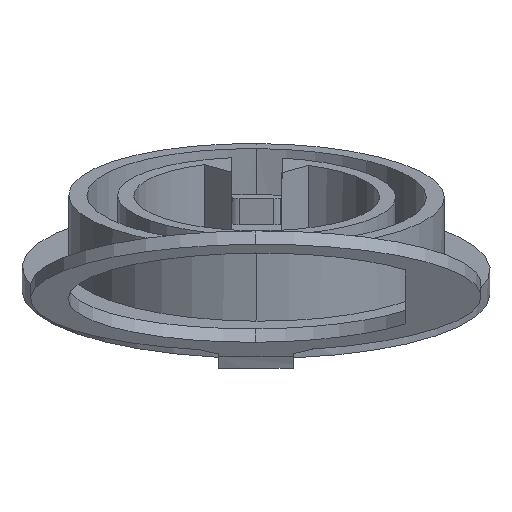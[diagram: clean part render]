
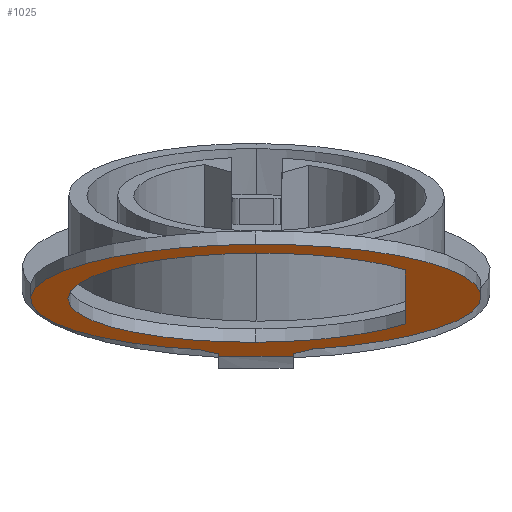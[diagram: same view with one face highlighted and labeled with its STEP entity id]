
A CAD part, front view. The second image highlights one B-rep face of the part: STEP entity #1025.
In plain terms, the highlighted planar face has unit normal (0.005, -0.237, -0.972).
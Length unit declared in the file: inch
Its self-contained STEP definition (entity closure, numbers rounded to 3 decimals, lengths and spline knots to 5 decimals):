
#8 = EDGE_CURVE ( 'NONE', #1187, #1732, #143, .T. ) ;
#10 = EDGE_CURVE ( 'NONE', #1750, #1183, #144, .T. ) ;
#72 = EDGE_CURVE ( 'NONE', #1155, #1172, #3411, .T. ) ;
#91 = EDGE_CURVE ( 'NONE', #1183, #1697, #175, .T. ) ;
#95 = EDGE_CURVE ( 'NONE', #1697, #1243, #177, .T. ) ;
#99 = EDGE_CURVE ( 'NONE', #1252, #1187, #179, .T. ) ;
#143 = CIRCLE ( 'NONE', #2796, 0.5875 ) ;
#144 = CIRCLE ( 'NONE', #2641, 0.49 ) ;
#175 = CIRCLE ( 'NONE', #2569, 0.49 ) ;
#177 = CIRCLE ( 'NONE', #2559, 0.49 ) ;
#179 = CIRCLE ( 'NONE', #2565, 0.5875 ) ;
#370 = DIRECTION ( 'NONE',  ( 0.006, -0.237, -0.972 ) ) ;
#381 = CARTESIAN_POINT ( 'NONE',  ( -0.09741, 0.61447, 0.03994 ) ) ;
#424 = LINE ( 'NONE', #381, #2734 ) ;
#425 = DIRECTION ( 'NONE',  ( 0.707, -0.687, 0.171 ) ) ;
#473 = DIRECTION ( 'NONE',  ( 0.708, 0.687, -0.164 ) ) ;
#675 = DIRECTION ( 'NONE',  ( -0.001, -0.972, 0.237 ) ) ;
#677 = LINE ( 'NONE', #805, #2741 ) ;
#697 = DIRECTION ( 'NONE',  ( -0.001, -0.972, 0.237 ) ) ;
#727 = CARTESIAN_POINT ( 'NONE',  ( 0.00098, 1.85938, -0.26305 ) ) ;
#805 = CARTESIAN_POINT ( 'NONE',  ( 0.09759, 0.61459, 0.04102 ) ) ;
#867 = CARTESIAN_POINT ( 'NONE',  ( 0.38986, 0.30191, 0.11891 ) ) ;
#886 = PLANE ( 'NONE',  #2638 ) ;
#926 = LINE ( 'NONE', #867, #2567 ) ;
#1025 = ADVANCED_FACE ( 'NONE', ( #2664, #2635 ), #886, .T. ) ;
#1036 = EDGE_CURVE ( 'NONE', #1243, #1750, #926, .T. ) ;
#1067 = EDGE_CURVE ( 'NONE', #1732, #1264, #424, .T. ) ;
#1130 = EDGE_CURVE ( 'NONE', #1257, #1252, #677, .T. ) ;
#1139 = EDGE_CURVE ( 'NONE', #1155, #1257, #1387, .T. ) ;
#1148 = EDGE_CURVE ( 'NONE', #1264, #1172, #1552, .T. ) ;
#1155 = VERTEX_POINT ( 'NONE', #1593 ) ;
#1172 = VERTEX_POINT ( 'NONE', #1630 ) ;
#1183 = VERTEX_POINT ( 'NONE', #1444 ) ;
#1187 = VERTEX_POINT ( 'NONE', #1450 ) ;
#1243 = VERTEX_POINT ( 'NONE', #1501 ) ;
#1252 = VERTEX_POINT ( 'NONE', #1564 ) ;
#1257 = VERTEX_POINT ( 'NONE', #1402 ) ;
#1264 = VERTEX_POINT ( 'NONE', #1348 ) ;
#1348 = CARTESIAN_POINT ( 'NONE',  ( -0.09741, 0.61447, 0.03994 ) ) ;
#1372 = CARTESIAN_POINT ( 'NONE',  ( -0.14744, 0.56586, 0.05151 ) ) ;
#1375 = CARTESIAN_POINT ( 'NONE',  ( 0.38945, -0.2745, 0.25946 ) ) ;
#1387 = LINE ( 'NONE', #1428, #2732 ) ;
#1395 = CARTESIAN_POINT ( 'NONE',  ( 0., 0.48951, 0.07096 ) ) ;
#1402 = CARTESIAN_POINT ( 'NONE',  ( 0.09759, 0.61459, 0.04102 ) ) ;
#1428 = CARTESIAN_POINT ( 'NONE',  ( 0.09803, 1.23581, -0.11046 ) ) ;
#1444 = CARTESIAN_POINT ( 'NONE',  ( -0.00068, -0.46259, 0.30311 ) ) ;
#1450 = CARTESIAN_POINT ( 'NONE',  ( -0.00074, -0.55732, 0.32621 ) ) ;
#1455 = DIRECTION ( 'NONE',  ( -0.001, -0.972, 0.237 ) ) ;
#1501 = CARTESIAN_POINT ( 'NONE',  ( 0.38986, 0.30191, 0.11891 ) ) ;
#1533 = CARTESIAN_POINT ( 'NONE',  ( -0.09696, 1.23569, -0.11153 ) ) ;
#1552 = LINE ( 'NONE', #1533, #2721 ) ;
#1564 = CARTESIAN_POINT ( 'NONE',  ( 0.14755, 0.56605, 0.05314 ) ) ;
#1593 = CARTESIAN_POINT ( 'NONE',  ( 0.09761, 0.64323, 0.03403 ) ) ;
#1630 = CARTESIAN_POINT ( 'NONE',  ( -0.09739, 0.6387, 0.03403 ) ) ;
#1642 = DIRECTION ( 'NONE',  ( 0.001, 0.972, -0.237 ) ) ;
#1676 = EDGE_LOOP ( 'NONE', ( #2217, #2216, #2261, #2218, #2214, #2211, #2209 ) ) ;
#1685 = EDGE_LOOP ( 'NONE', ( #2137, #2208, #1828, #2204 ) ) ;
#1697 = VERTEX_POINT ( 'NONE', #1395 ) ;
#1732 = VERTEX_POINT ( 'NONE', #1372 ) ;
#1750 = VERTEX_POINT ( 'NONE', #1375 ) ;
#1828 = ORIENTED_EDGE ( 'NONE', *, *, #95, .F. ) ;
#2137 = ORIENTED_EDGE ( 'NONE', *, *, #10, .F. ) ;
#2204 = ORIENTED_EDGE ( 'NONE', *, *, #91, .F. ) ;
#2208 = ORIENTED_EDGE ( 'NONE', *, *, #1036, .F. ) ;
#2209 = ORIENTED_EDGE ( 'NONE', *, *, #1148, .T. ) ;
#2211 = ORIENTED_EDGE ( 'NONE', *, *, #1067, .T. ) ;
#2214 = ORIENTED_EDGE ( 'NONE', *, *, #8, .T. ) ;
#2216 = ORIENTED_EDGE ( 'NONE', *, *, #1139, .T. ) ;
#2217 = ORIENTED_EDGE ( 'NONE', *, *, #72, .F. ) ;
#2218 = ORIENTED_EDGE ( 'NONE', *, *, #99, .T. ) ;
#2261 = ORIENTED_EDGE ( 'NONE', *, *, #1130, .T. ) ;
#2559 = AXIS2_PLACEMENT_3D ( 'NONE', #3328, #3324, #3320 ) ;
#2565 = AXIS2_PLACEMENT_3D ( 'NONE', #3314, #3303, #3301 ) ;
#2567 = VECTOR ( 'NONE', #697, 39.37008 ) ;
#2569 = AXIS2_PLACEMENT_3D ( 'NONE', #3344, #3340, #3338 ) ;
#2588 = VECTOR ( 'NONE', #3409, 39.37008 ) ;
#2635 = FACE_BOUND ( 'NONE', #1685, .T. ) ;
#2638 = AXIS2_PLACEMENT_3D ( 'NONE', #727, #370, #675 ) ;
#2641 = AXIS2_PLACEMENT_3D ( 'NONE', #3779, #3771, #3770 ) ;
#2664 = FACE_OUTER_BOUND ( 'NONE', #1676, .T. ) ;
#2721 = VECTOR ( 'NONE', #1642, 39.37008 ) ;
#2732 = VECTOR ( 'NONE', #1455, 39.37008 ) ;
#2734 = VECTOR ( 'NONE', #473, 39.37008 ) ;
#2741 = VECTOR ( 'NONE', #425, 39.37008 ) ;
#2796 = AXIS2_PLACEMENT_3D ( 'NONE', #3785, #3783, #3781 ) ;
#3301 = DIRECTION ( 'NONE',  ( -0.001, -0.972, 0.237 ) ) ;
#3303 = DIRECTION ( 'NONE',  ( 0.006, -0.237, -0.972 ) ) ;
#3314 = CARTESIAN_POINT ( 'NONE',  ( -0.00034, 0.01346, 0.18704 ) ) ;
#3320 = DIRECTION ( 'NONE',  ( -0.001, -0.972, 0.237 ) ) ;
#3324 = DIRECTION ( 'NONE',  ( 0.006, -0.237, -0.972 ) ) ;
#3328 = CARTESIAN_POINT ( 'NONE',  ( -0.00034, 0.01346, 0.18704 ) ) ;
#3338 = DIRECTION ( 'NONE',  ( -0.001, -0.972, 0.237 ) ) ;
#3340 = DIRECTION ( 'NONE',  ( 0.006, -0.237, -0.972 ) ) ;
#3344 = CARTESIAN_POINT ( 'NONE',  ( -0.00034, 0.01346, 0.18704 ) ) ;
#3409 = DIRECTION ( 'NONE',  ( -1., -0.023, 0. ) ) ;
#3410 = CARTESIAN_POINT ( 'NONE',  ( 0.02924, 0.64164, 0.03403 ) ) ;
#3411 = LINE ( 'NONE', #3410, #2588 ) ;
#3770 = DIRECTION ( 'NONE',  ( -0.001, -0.972, 0.237 ) ) ;
#3771 = DIRECTION ( 'NONE',  ( 0.006, -0.237, -0.972 ) ) ;
#3779 = CARTESIAN_POINT ( 'NONE',  ( -0.00034, 0.01346, 0.18704 ) ) ;
#3781 = DIRECTION ( 'NONE',  ( -0.001, -0.972, 0.237 ) ) ;
#3783 = DIRECTION ( 'NONE',  ( 0.006, -0.237, -0.972 ) ) ;
#3785 = CARTESIAN_POINT ( 'NONE',  ( -0.00034, 0.01346, 0.18704 ) ) ;
